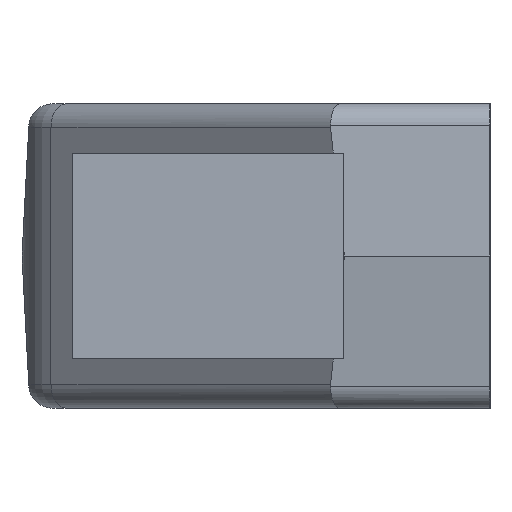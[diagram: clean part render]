
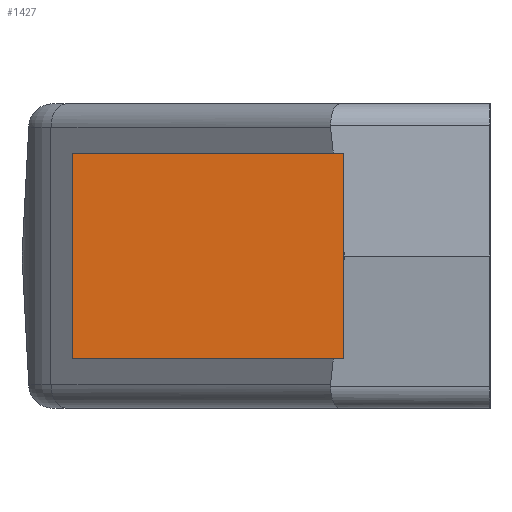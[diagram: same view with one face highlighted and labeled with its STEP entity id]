
A CAD part, left-side view. The second image highlights one B-rep face of the part: STEP entity #1427.
In plain terms, the highlighted planar face has unit normal (-1, 0, 0).
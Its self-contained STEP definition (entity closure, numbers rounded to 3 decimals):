
#316=ORIENTED_EDGE('',*,*,#610,.T.);
#317=ORIENTED_EDGE('',*,*,#699,.T.);
#318=ORIENTED_EDGE('',*,*,#700,.F.);
#319=ORIENTED_EDGE('',*,*,#701,.F.);
#610=EDGE_CURVE('',#813,#812,#946,.T.);
#699=EDGE_CURVE('',#812,#880,#999,.T.);
#700=EDGE_CURVE('',#881,#880,#1000,.T.);
#701=EDGE_CURVE('',#813,#881,#1001,.T.);
#812=VERTEX_POINT('',#2189);
#813=VERTEX_POINT('',#2191);
#880=VERTEX_POINT('',#2376);
#881=VERTEX_POINT('',#2378);
#946=LINE('',#2190,#1085);
#999=LINE('',#2375,#1138);
#1000=LINE('',#2377,#1139);
#1001=LINE('',#2379,#1140);
#1085=VECTOR('',#1735,1000.);
#1138=VECTOR('',#1886,1000.);
#1139=VECTOR('',#1887,1000.);
#1140=VECTOR('',#1888,1000.);
#1210=EDGE_LOOP('',(#316,#317,#318,#319));
#1299=FACE_BOUND('',#1210,.T.);
#1376=PLANE('',#1565);
#1427=ADVANCED_FACE('',(#1299),#1376,.T.);
#1565=AXIS2_PLACEMENT_3D('',#2374,#1884,#1885);
#1735=DIRECTION('',(0.,0.,-1.));
#1884=DIRECTION('',(-1.,0.,0.));
#1885=DIRECTION('',(0.,0.,1.));
#1886=DIRECTION('',(0.,-1.,0.));
#1887=DIRECTION('',(0.,0.,-1.));
#1888=DIRECTION('',(0.,-1.,0.));
#2189=CARTESIAN_POINT('',(10.13,35.68,-8.8));
#2190=CARTESIAN_POINT('',(10.13,35.68,13.));
#2191=CARTESIAN_POINT('',(10.13,35.68,8.8));
#2374=CARTESIAN_POINT('',(10.13,42.5,8.8));
#2375=CARTESIAN_POINT('',(10.13,42.5,-8.8));
#2376=CARTESIAN_POINT('',(10.13,12.5,-8.8));
#2377=CARTESIAN_POINT('',(10.13,12.5,8.8));
#2378=CARTESIAN_POINT('',(10.13,12.5,8.8));
#2379=CARTESIAN_POINT('',(10.13,42.5,8.8));
